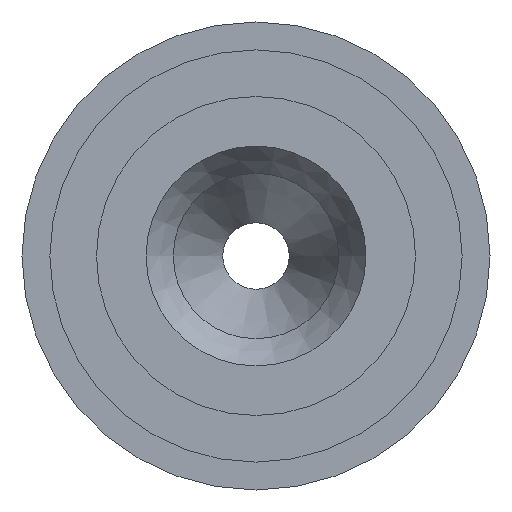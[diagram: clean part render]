
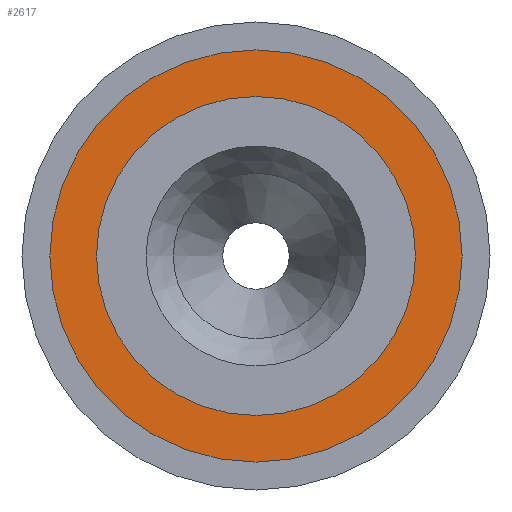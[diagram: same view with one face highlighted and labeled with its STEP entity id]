
A CAD part, front view. The second image highlights one B-rep face of the part: STEP entity #2617.
In plain terms, the highlighted planar face has unit normal (0, -1, 0).
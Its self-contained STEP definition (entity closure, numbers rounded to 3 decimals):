
#498=PLANE($,#2803);
#648=FACE_BOUND($,#912,.T.);
#649=FACE_BOUND($,#913,.T.);
#912=EDGE_LOOP($,(#1888));
#913=EDGE_LOOP($,(#1889));
#1147=CIRCLE($,#2798,62.38);
#1149=CIRCLE($,#2801,80.599);
#1239=VERTEX_POINT($,#3799);
#1241=VERTEX_POINT($,#3804);
#1505=EDGE_CURVE($,#1239,#1239,#1147,.T.);
#1507=EDGE_CURVE($,#1241,#1241,#1149,.T.);
#1888=ORIENTED_EDGE($,*,*,#1505,.F.);
#1889=ORIENTED_EDGE($,*,*,#1507,.F.);
#2617=ADVANCED_FACE($,(#648,#649),#498,.F.);
#2798=AXIS2_PLACEMENT_3D($,#3800,#3102,#3103);
#2801=AXIS2_PLACEMENT_3D($,#3805,#3108,#3109);
#2803=AXIS2_PLACEMENT_3D($,#3808,#3112,#3113);
#3102=DIRECTION('center_axis',(0.,-1.,0.));
#3103=DIRECTION('ref_axis',(-1.,0.,0.));
#3108=DIRECTION('center_axis',(0.,1.,0.));
#3109=DIRECTION('ref_axis',(-1.,0.,0.));
#3112=DIRECTION('center_axis',(0.,1.,0.));
#3113=DIRECTION('ref_axis',(0.,0.,1.));
#3799=CARTESIAN_POINT('',(62.38,-21.,0.));
#3800=CARTESIAN_POINT('Origin',(0.,-21.,0.));
#3804=CARTESIAN_POINT('',(80.599,-21.,0.));
#3805=CARTESIAN_POINT('Origin',(0.,-21.,0.));
#3808=CARTESIAN_POINT('Origin',(0.,-21.,0.));
